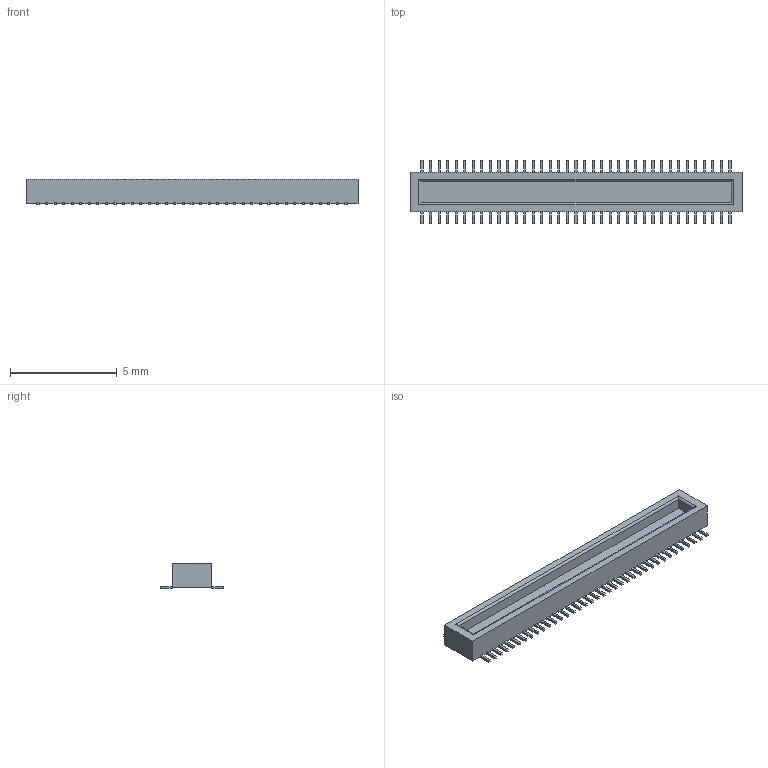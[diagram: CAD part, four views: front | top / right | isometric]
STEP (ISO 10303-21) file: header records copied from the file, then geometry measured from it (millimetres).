
FILE_DESCRIPTION (( 'STEP AP214' ), '1' );
FILE_NAME ('HIROSE_DF40C-70DP-0.4V(51).STEP', '2022-01-13T22:39:51', ( '' ), ( '' ), 'SwSTEP 2.0', 'SolidWorks 2019', '' );
FILE_SCHEMA (( 'AUTOMOTIVE_DESIGN' ));
Length unit declared in the file: millimetre
Products named in the file (1): HIROSE_DF40C-70DP-0.4V(51)
Bounding box: 15.52 x 2.97 x 1.19 mm (x, y, z)
Volume: 24.4 mm3; surface area: 131.6 mm2
Topology: 1 solids, 1 shells, 459 faces, 1216 edges, 760 vertices
Faces by surface type: plane 455, cylinder 4
Entity records: 18797 total; most frequent: CARTESIAN_POINT 2448, ORIENTED_EDGE 2432, DIRECTION 2132, EDGE_CURVE 1216, LINE 1212, VECTOR 1212, VERTEX_POINT 760, UNCERTAINTY_MEASURE_WITH_UNIT 462
